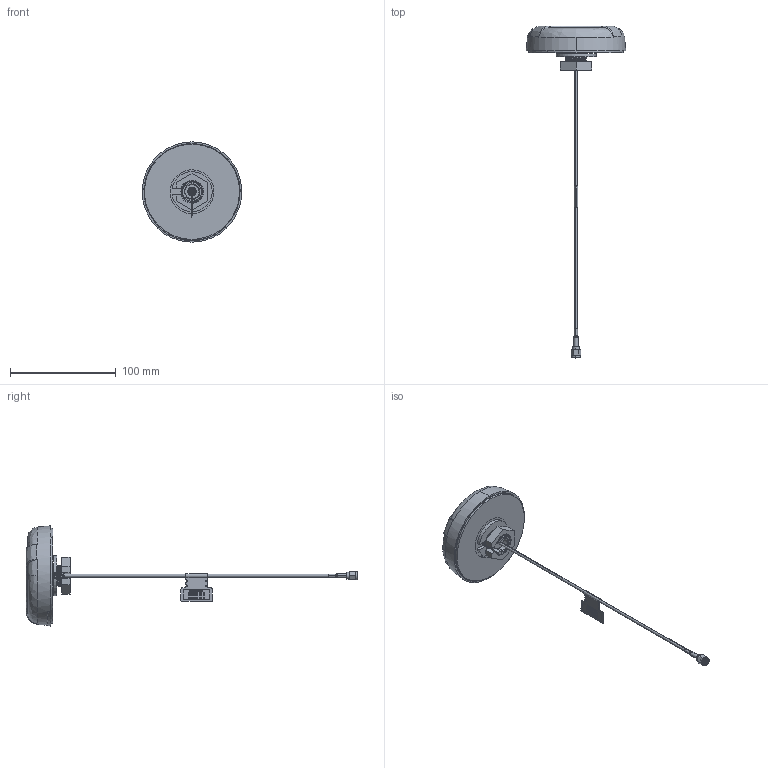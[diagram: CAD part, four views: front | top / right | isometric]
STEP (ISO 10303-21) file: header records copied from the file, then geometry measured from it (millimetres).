
FILE_DESCRIPTION (( 'STEP AP214' ), '1' );
FILE_NAME ('A.80.A.101111_web.STEP', '2020-04-09T06:40:30', ( '' ), ( '' ), 'SwSTEP 2.0', 'SolidWorks 2017', '' );
FILE_SCHEMA (( 'AUTOMOTIVE_DESIGN' ));
Length unit declared in the file: millimetre
Products named in the file (2): A.80.A.101111_web
Bounding box: 94.21 x 314.1 x 94.85 mm (x, y, z)
Surface area: 38059.1 mm2 (no closed solid volume)
Topology: 0 solids, 34 shells, 228 faces, 1222 edges, 1015 vertices
Faces by surface type: cylinder 88, plane 72, bspline 35, cone 24, torus 9
Entity records: 31683 total; most frequent: CARTESIAN_POINT 20762, ORIENTED_EDGE 1646, DIRECTION 1368, EDGE_CURVE 1222, VERTEX_POINT 1015, VECTOR 540, LINE 540, AXIS2_PLACEMENT_3D 414
